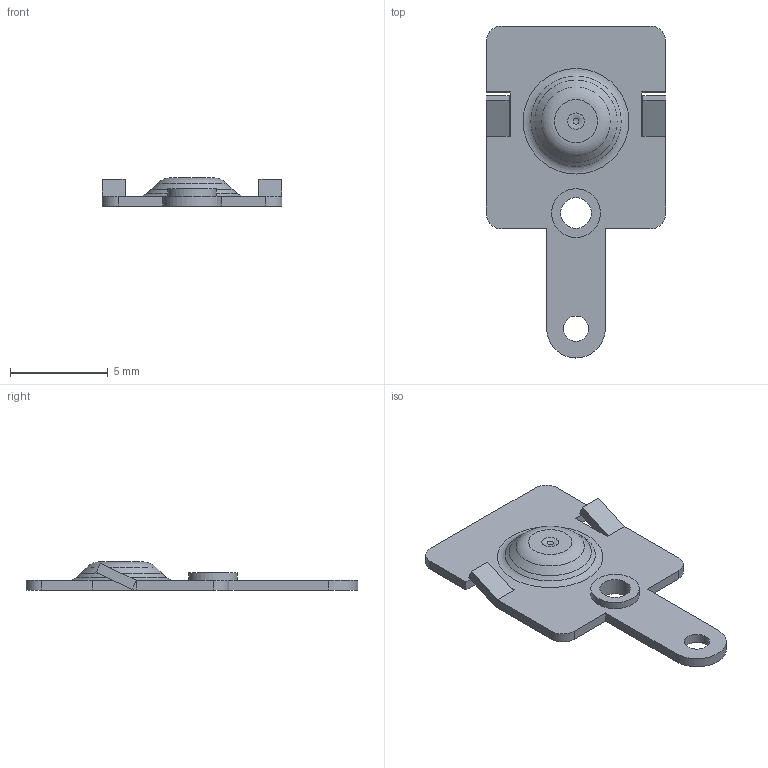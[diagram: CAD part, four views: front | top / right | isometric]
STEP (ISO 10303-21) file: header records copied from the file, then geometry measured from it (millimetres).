
FILE_DESCRIPTION (( 'STEP AP214' ), '1' );
FILE_NAME ('5226.STEP', '2014-09-19T19:57:30', ( '' ), ( '' ), 'SwSTEP 2.0', 'SolidWorks 2013', '' );
FILE_SCHEMA (( 'AUTOMOTIVE_DESIGN' ));
Length unit declared in the file: inch
Products named in the file (1): 5226
Bounding box: 9.19 x 16.99 x 1.45 mm (x, y, z)
Volume: 58.9 mm3; surface area: 268.9 mm2
Topology: 1 solids, 1 shells, 56 faces, 129 edges, 79 vertices
Faces by surface type: plane 34, cylinder 10, torus 8, cone 3, sphere 1
Full cylindrical faces by diameter (mm): 1.295 x1, 1.575 x1, 2.489 x1
Entity records: 1512 total; most frequent: DIRECTION 260, CARTESIAN_POINT 245, ORIENTED_EDGE 224, EDGE_CURVE 112, AXIS2_PLACEMENT_3D 91, LINE 78, VECTOR 78, EDGE_LOOP 78
